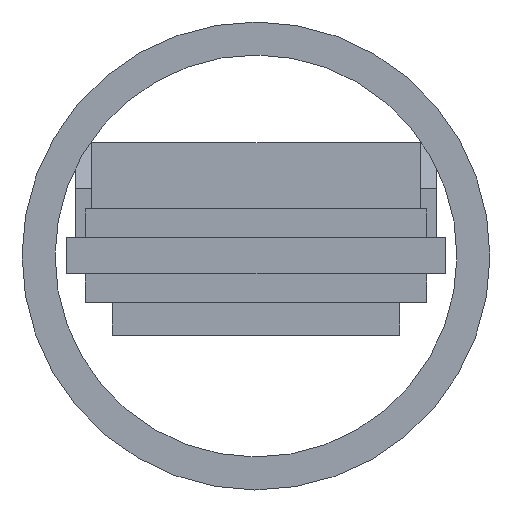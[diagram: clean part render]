
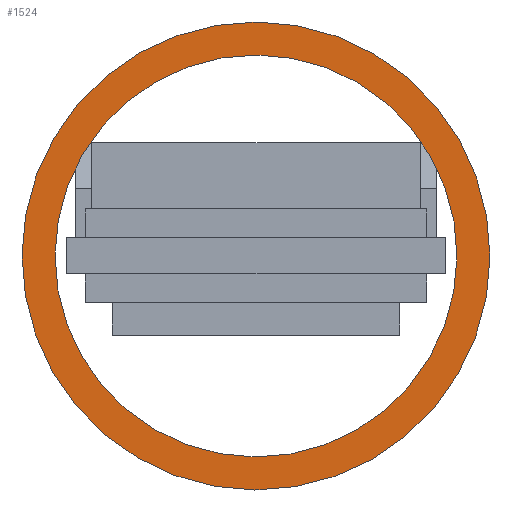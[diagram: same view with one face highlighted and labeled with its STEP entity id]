
A CAD part, left-side view. The second image highlights one B-rep face of the part: STEP entity #1524.
In plain terms, the highlighted face is planar.
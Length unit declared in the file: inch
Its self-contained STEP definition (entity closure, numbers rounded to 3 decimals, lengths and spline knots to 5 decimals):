
#100=CIRCLE('',#1692,0.35);
#102=CIRCLE('',#1695,0.4075);
#291=FACE_BOUND('',#579,.T.);
#384=FACE_OUTER_BOUND('',#578,.T.);
#578=EDGE_LOOP('',(#1375));
#579=EDGE_LOOP('',(#1376));
#885=VERTEX_POINT('',#2519);
#887=VERTEX_POINT('',#2524);
#1048=EDGE_CURVE('',#885,#885,#100,.T.);
#1050=EDGE_CURVE('',#887,#887,#102,.T.);
#1375=ORIENTED_EDGE('',*,*,#1050,.T.);
#1376=ORIENTED_EDGE('',*,*,#1048,.T.);
#1431=PLANE('',#1697);
#1524=ADVANCED_FACE('',(#384,#291),#1431,.T.);
#1692=AXIS2_PLACEMENT_3D('',#2520,#2118,#2119);
#1695=AXIS2_PLACEMENT_3D('',#2525,#2124,#2125);
#1697=AXIS2_PLACEMENT_3D('',#2527,#2128,#2129);
#2118=DIRECTION('center_axis',(0.,0.,1.));
#2119=DIRECTION('ref_axis',(-1.,0.,0.));
#2124=DIRECTION('center_axis',(0.,0.,-1.));
#2125=DIRECTION('ref_axis',(-1.,0.,0.));
#2128=DIRECTION('center_axis',(0.,0.,-1.));
#2129=DIRECTION('ref_axis',(-1.,0.,0.));
#2519=CARTESIAN_POINT('',(0.35,0.,0.));
#2520=CARTESIAN_POINT('Origin',(0.,0.,0.));
#2524=CARTESIAN_POINT('',(0.4075,0.,0.));
#2525=CARTESIAN_POINT('Origin',(0.,0.,0.));
#2527=CARTESIAN_POINT('Origin',(0.,0.,0.));
